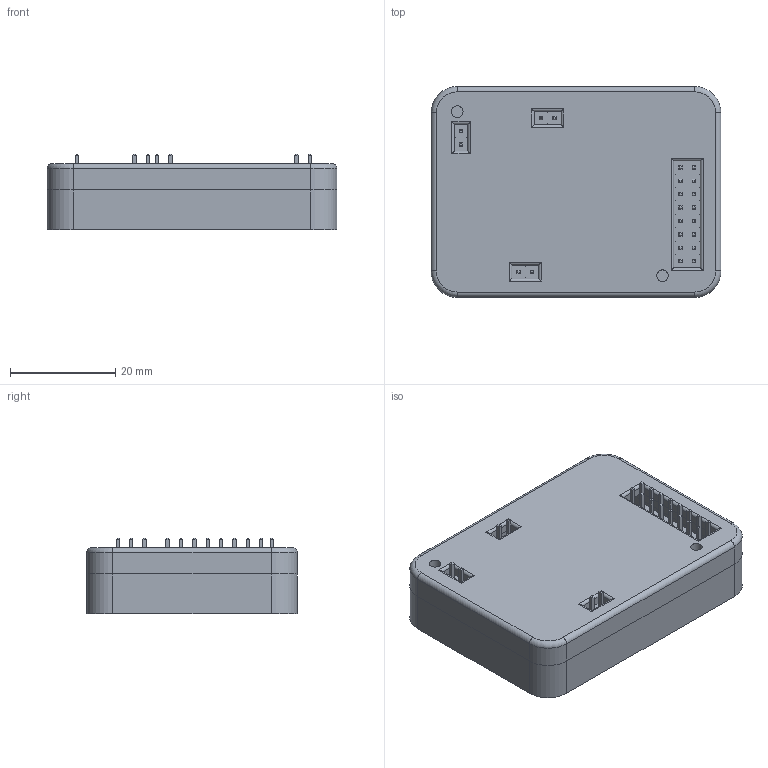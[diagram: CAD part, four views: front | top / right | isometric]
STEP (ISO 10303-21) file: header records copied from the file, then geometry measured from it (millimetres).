
FILE_DESCRIPTION(('FreeCAD Model'),'2;1');
FILE_NAME('Open CASCADE Shape Model','2025-07-13T11:11:51',('Author'),( ''),'Open CASCADE STEP processor 7.8','FreeCAD','Unknown');
FILE_SCHEMA(('AUTOMOTIVE_DESIGN { 1 0 10303 214 1 1 1 1 }'));
Length unit declared in the file: millimetre
Products named in the file (56): Unnamed; bottom; Body; top; Body001; PixApple 1; R_0603_1608Metric; PinHeader_2x08_P2.54mm_Vertical; LED_0603_1608Metric; C_0603_1608Metric; SOIC-8_3.9x4.9mm_P1.27mm; SOIC-8_5.3x5.3mm_P1.27mm; D_SMF; SOT-223; D_SOD-123; QFN-56-1EP_7x7mm_P0.4mm_EP3.2x3.2mm; USB_C_Receptacle_GCT_USB4105-xx-A_16P_TopMnt_Horizontal036; USB_C_Receptacle_GCT_USB4105-xx-A_16P_TopMnt_Horizontal; USB_C_Receptacle_GCT_USB4105-xx-A_16P_TopMnt_Horizontal001; USB_C_Receptacle_GCT_USB4105-xx-A_16P_TopMnt_Horizontal002; USB_C_Receptacle_GCT_USB4105-xx-A_16P_TopMnt_Horizontal003; USB_C_Receptacle_GCT_USB4105-xx-A_16P_TopMnt_Horizontal004; USB_C_Receptacle_GCT_USB4105-xx-A_16P_TopMnt_Horizontal005; USB_C_Receptacle_GCT_USB4105-xx-A_16P_TopMnt_Horizontal006; USB_C_Receptacle_GCT_USB4105-xx-A_16P_TopMnt_Horizontal007; USB_C_Receptacle_GCT_USB4105-xx-A_16P_TopMnt_Horizontal008; USB_C_Receptacle_GCT_USB4105-xx-A_16P_TopMnt_Horizontal009; USB_C_Receptacle_GCT_USB4105-xx-A_16P_TopMnt_Horizontal010; USB_C_Receptacle_GCT_USB4105-xx-A_16P_TopMnt_Horizontal011; USB_C_Receptacle_GCT_USB4105-xx-A_16P_TopMnt_Horizontal012; USB_C_Receptacle_GCT_USB4105-xx-A_16P_TopMnt_Horizontal013; USB_C_Receptacle_GCT_USB4105-xx-A_16P_TopMnt_Horizontal014; USB_C_Receptacle_GCT_USB4105-xx-A_16P_TopMnt_Horizontal015; USB_C_Receptacle_GCT_USB4105-xx-A_16P_TopMnt_Horizontal016; USB_C_Receptacle_GCT_USB4105-xx-A_16P_TopMnt_Horizontal017; USB_C_Receptacle_GCT_USB4105-xx-A_16P_TopMnt_Horizontal018; USB_C_Receptacle_GCT_USB4105-xx-A_16P_TopMnt_Horizontal019; USB_C_Receptacle_GCT_USB4105-xx-A_16P_TopMnt_Horizontal020; USB_C_Receptacle_GCT_USB4105-xx-A_16P_TopMnt_Horizontal021; USB_C_Receptacle_GCT_USB4105-xx-A_16P_TopMnt_Horizontal022 ...
Assembly tree (104 placements, depth 4):
  Unnamed
    bottom
      Body
    top
      Body001
    PixApple 1
      R_0603_1608Metric  x22
      PinHeader_2x08_P2.54mm_Vertical
      LED_0603_1608Metric  x3
      C_0603_1608Metric  x25
      SOIC-8_3.9x4.9mm_P1.27mm
      SOIC-8_5.3x5.3mm_P1.27mm
      D_SMF
      SOT-223
      D_SOD-123
      QFN-56-1EP_7x7mm_P0.4mm_EP3.2x3.2mm
      USB_C_Receptacle_GCT_USB4105-xx-A_16P_TopMnt_Horizontal036
        USB_C_Receptacle_GCT_USB4105-xx-A_16P_TopMnt_Horizontal
        USB_C_Receptacle_GCT_USB4105-xx-A_16P_TopMnt_Horizontal001
        USB_C_Receptacle_GCT_USB4105-xx-A_16P_TopMnt_Horizontal002
        USB_C_Receptacle_GCT_USB4105-xx-A_16P_TopMnt_Horizontal003
        USB_C_Receptacle_GCT_USB4105-xx-A_16P_TopMnt_Horizontal004
        USB_C_Receptacle_GCT_USB4105-xx-A_16P_TopMnt_Horizontal005
        USB_C_Receptacle_GCT_USB4105-xx-A_16P_TopMnt_Horizontal006
        USB_C_Receptacle_GCT_USB4105-xx-A_16P_TopMnt_Horizontal007
        USB_C_Receptacle_GCT_USB4105-xx-A_16P_TopMnt_Horizontal008
        USB_C_Receptacle_GCT_USB4105-xx-A_16P_TopMnt_Horizontal009
        USB_C_Receptacle_GCT_USB4105-xx-A_16P_TopMnt_Horizontal010
        USB_C_Receptacle_GCT_USB4105-xx-A_16P_TopMnt_Horizontal011
        USB_C_Receptacle_GCT_USB4105-xx-A_16P_TopMnt_Horizontal012
        USB_C_Receptacle_GCT_USB4105-xx-A_16P_TopMnt_Horizontal013
        USB_C_Receptacle_GCT_USB4105-xx-A_16P_TopMnt_Horizontal014
        USB_C_Receptacle_GCT_USB4105-xx-A_16P_TopMnt_Horizontal015
        USB_C_Receptacle_GCT_USB4105-xx-A_16P_TopMnt_Horizontal016
        USB_C_Receptacle_GCT_USB4105-xx-A_16P_TopMnt_Horizontal017
        USB_C_Receptacle_GCT_USB4105-xx-A_16P_TopMnt_Horizontal018
        USB_C_Receptacle_GCT_USB4105-xx-A_16P_TopMnt_Horizontal019
        USB_C_Receptacle_GCT_USB4105-xx-A_16P_TopMnt_Horizontal020
        USB_C_Receptacle_GCT_USB4105-xx-A_16P_TopMnt_Horizontal021
        USB_C_Receptacle_GCT_USB4105-xx-A_16P_TopMnt_Horizontal022
        USB_C_Receptacle_GCT_USB4105-xx-A_16P_TopMnt_Horizontal023
        USB_C_Receptacle_GCT_USB4105-xx-A_16P_TopMnt_Horizontal024
        USB_C_Receptacle_GCT_USB4105-xx-A_16P_TopMnt_Horizontal025
        USB_C_Receptacle_GCT_USB4105-xx-A_16P_TopMnt_Horizontal026
        USB_C_Receptacle_GCT_USB4105-xx-A_16P_TopMnt_Horizontal027
        USB_C_Receptacle_GCT_USB4105-xx-A_16P_TopMnt_Horizontal028
        USB_C_Receptacle_GCT_USB4105-xx-A_16P_TopMnt_Horizontal029
        USB_C_Receptacle_GCT_USB4105-xx-A_16P_TopMnt_Horizontal030
        USB_C_Receptacle_GCT_USB4105-xx-A_16P_TopMnt_Horizontal031
        USB_C_Receptacle_GCT_USB4105-xx-A_16P_TopMnt_Horizontal032
        USB_C_Receptacle_GCT_USB4105-xx-A_16P_TopMnt_Horizontal033
        USB_C_Receptacle_GCT_USB4105-xx-A_16P_TopMnt_Horizontal034
        USB_C_Receptacle_GCT_USB4105-xx-A_16P_TopMnt_Horizontal035
      PinHeader_1x02_P2.54mm_Vertical  x3
      SOIC-18W_7.5x11.6mm_P1.27mm
      PixAppleV1.1_PCB
Bounding box: 55 x 40 x 14.23 mm (x, y, z)
Volume: 16323.5 mm3; surface area: 18494.2 mm2
Topology: 100 solids, 100 shells, 3841 faces, 9906 edges, 6361 vertices
Faces by surface type: plane 2800, cylinder 891, bspline 134, torus 8, cone 8
Full cylindrical faces by diameter (mm): 0.4 x1, 0.5 x2, 0.6 x2, 0.65 x2, 1 x22, 2.2 x4, 2.3 x2
Entity records: 82591 total; most frequent: CARTESIAN_POINT 13379, ORIENTED_EDGE 12479, DIRECTION 11709, EDGE_CURVE 6240, LINE 5255, VECTOR 5255, VERTEX_POINT 3961, AXIS2_PLACEMENT_3D 3227
